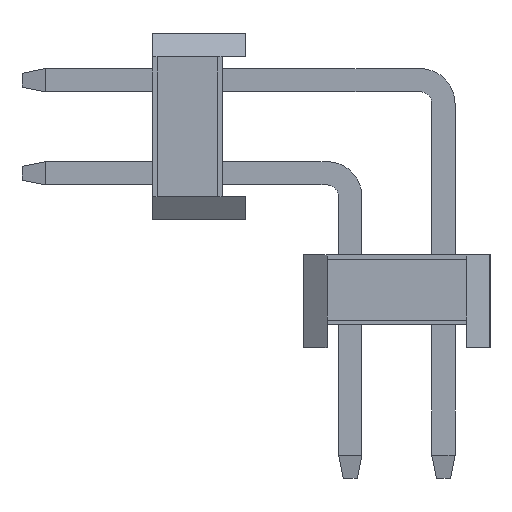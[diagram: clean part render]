
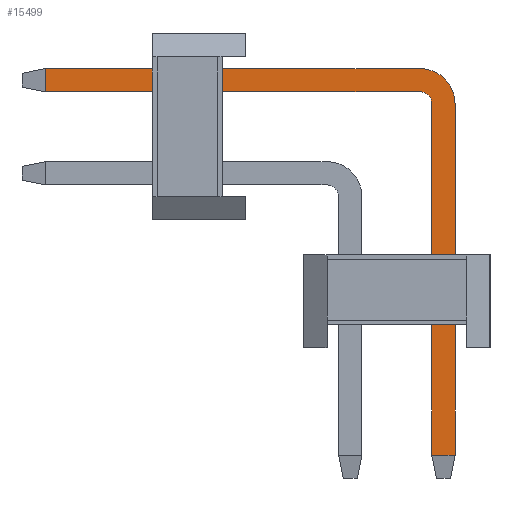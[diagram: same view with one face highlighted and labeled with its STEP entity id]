
A CAD part, left-side view. The second image highlights one B-rep face of the part: STEP entity #15499.
In plain terms, the highlighted planar face has unit normal (-1, 0, 0).
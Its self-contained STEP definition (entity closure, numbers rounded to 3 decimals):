
#15253=CARTESIAN_POINT('',(19.75,4.3,0.75));
#15254=VERTEX_POINT('',#15253);
#15277=CARTESIAN_POINT('',(19.75,4.3,1.25));
#15278=VERTEX_POINT('',#15277);
#15279=CARTESIAN_POINT('',(19.75,4.3,0.75));
#15280=DIRECTION('',(0.,0.,1.));
#15281=VECTOR('',#15280,0.5);
#15282=LINE('',#15279,#15281);
#15283=EDGE_CURVE('',#15254,#15278,#15282,.T.);
#15324=CARTESIAN_POINT('',(19.75,-3.75,1.25));
#15325=VERTEX_POINT('',#15324);
#15326=CARTESIAN_POINT('',(19.75,4.3,1.25));
#15327=DIRECTION('',(0.,-1.,0.));
#15328=VECTOR('',#15327,8.05);
#15329=LINE('',#15326,#15328);
#15330=EDGE_CURVE('',#15278,#15325,#15329,.T.);
#15431=CARTESIAN_POINT('',(19.75,-3.75,0.75));
#15432=VERTEX_POINT('',#15431);
#15439=CARTESIAN_POINT('',(19.75,-3.75,0.75));
#15440=DIRECTION('',(0.,1.,0.));
#15441=VECTOR('',#15440,8.05);
#15442=LINE('',#15439,#15441);
#15443=EDGE_CURVE('',#15432,#15254,#15442,.T.);
#15449=CARTESIAN_POINT('',(19.75,4.8,1.25));
#15450=DIRECTION('',(0.,0.,-1.));
#15451=DIRECTION('',(-1.,-0.,-0.));
#15452=AXIS2_PLACEMENT_3D('',#15449,#15451,#15450);
#15453=PLANE('',#15452);
#15454=ORIENTED_EDGE('',*,*,#15443,.F.);
#15455=CARTESIAN_POINT('',(19.75,-4.,0.5));
#15456=VERTEX_POINT('',#15455);
#15457=CARTESIAN_POINT('',(19.75,-3.75,0.5));
#15458=DIRECTION('',(0.,0.,1.));
#15459=DIRECTION('',(1.,0.,0.));
#15460=AXIS2_PLACEMENT_3D('',#15457,#15459,#15458);
#15461=CIRCLE('',#15460,0.25);
#15462=EDGE_CURVE('',#15432,#15456,#15461,.T.);
#15463=ORIENTED_EDGE('',*,*,#15462,.T.);
#15464=CARTESIAN_POINT('',(19.75,-4.,-7.05));
#15465=VERTEX_POINT('',#15464);
#15466=CARTESIAN_POINT('',(19.75,-4.,0.5));
#15467=DIRECTION('',(0.,0.,-1.));
#15468=VECTOR('',#15467,7.55);
#15469=LINE('',#15466,#15468);
#15470=EDGE_CURVE('',#15456,#15465,#15469,.T.);
#15471=ORIENTED_EDGE('',*,*,#15470,.T.);
#15472=CARTESIAN_POINT('',(19.75,-4.5,-7.05));
#15473=VERTEX_POINT('',#15472);
#15474=CARTESIAN_POINT('',(19.75,-4.,-7.05));
#15475=DIRECTION('',(0.,-1.,0.));
#15476=VECTOR('',#15475,0.5);
#15477=LINE('',#15474,#15476);
#15478=EDGE_CURVE('',#15465,#15473,#15477,.T.);
#15479=ORIENTED_EDGE('',*,*,#15478,.T.);
#15480=CARTESIAN_POINT('',(19.75,-4.5,0.5));
#15481=VERTEX_POINT('',#15480);
#15482=CARTESIAN_POINT('',(19.75,-4.5,-7.05));
#15483=DIRECTION('',(0.,0.,1.));
#15484=VECTOR('',#15483,7.55);
#15485=LINE('',#15482,#15484);
#15486=EDGE_CURVE('',#15473,#15481,#15485,.T.);
#15487=ORIENTED_EDGE('',*,*,#15486,.T.);
#15488=CARTESIAN_POINT('',(19.75,-3.75,0.5));
#15489=DIRECTION('',(0.,-1.,0.));
#15490=DIRECTION('',(-1.,0.,0.));
#15491=AXIS2_PLACEMENT_3D('',#15488,#15490,#15489);
#15492=CIRCLE('',#15491,0.75);
#15493=EDGE_CURVE('',#15481,#15325,#15492,.T.);
#15494=ORIENTED_EDGE('',*,*,#15493,.T.);
#15495=ORIENTED_EDGE('',*,*,#15330,.F.);
#15496=ORIENTED_EDGE('',*,*,#15283,.F.);
#15497=EDGE_LOOP('',(#15454,#15463,#15471,#15479,#15487,#15494,#15495,#15496));
#15498=FACE_OUTER_BOUND('',#15497,.T.);
#15499=ADVANCED_FACE('',(#15498),#15453,.T.);
